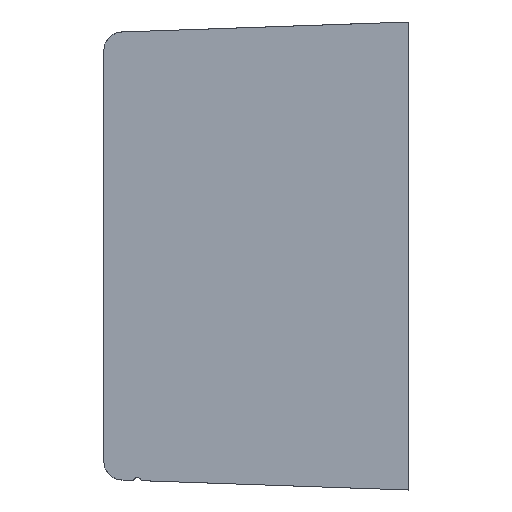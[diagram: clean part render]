
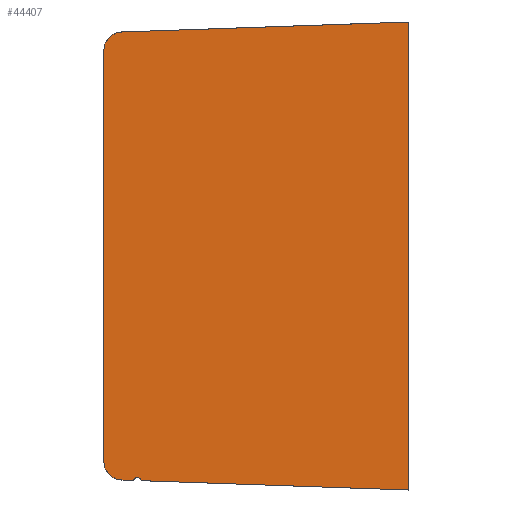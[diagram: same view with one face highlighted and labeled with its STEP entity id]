
A CAD part, left-side view. The second image highlights one B-rep face of the part: STEP entity #44407.
In plain terms, the highlighted planar face has unit normal (1, 0, 0).
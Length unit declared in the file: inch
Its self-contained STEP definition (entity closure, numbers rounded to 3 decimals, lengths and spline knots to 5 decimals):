
#127 = AXIS2_PLACEMENT_3D ( 'NONE', #44855, #24096, #2901 ) ;
#287 = VECTOR ( 'NONE', #40878, 39.37008 ) ;
#965 = FACE_OUTER_BOUND ( 'NONE', #34519, .T. ) ;
#1990 = VERTEX_POINT ( 'NONE', #36213 ) ;
#2901 = DIRECTION ( 'NONE',  ( 0., 0., -1. ) ) ;
#3351 = CARTESIAN_POINT ( 'NONE',  ( -0.9935, 2.84799, -2.40055 ) ) ;
#3743 = DIRECTION ( 'NONE',  ( 1., 0., 0. ) ) ;
#4058 = DIRECTION ( 'NONE',  ( 0., -0.999, 0.035 ) ) ;
#4266 = CARTESIAN_POINT ( 'NONE',  ( -0.9935, 3.05, 2.19337 ) ) ;
#5080 = CIRCLE ( 'NONE', #36003, 0.045 ) ;
#6025 = CARTESIAN_POINT ( 'NONE',  ( -0.9935, 0., -2.5 ) ) ;
#6198 = CIRCLE ( 'NONE', #127, 0.2 ) ;
#6599 = CARTESIAN_POINT ( 'NONE',  ( -0.9935, 0., 2.5 ) ) ;
#8121 = LINE ( 'NONE', #45459, #42032 ) ;
#8774 = CARTESIAN_POINT ( 'NONE',  ( -0.9935, 2.89106, -2.41359 ) ) ;
#10434 = EDGE_CURVE ( 'NONE', #1990, #26430, #26361, .T. ) ;
#12403 = DIRECTION ( 'NONE',  ( 0., -1., 0. ) ) ;
#12578 = DIRECTION ( 'NONE',  ( 0., 0.999, 0.035 ) ) ;
#12787 = VECTOR ( 'NONE', #12578, 39.37008 ) ;
#12938 = VECTOR ( 'NONE', #4058, 39.37008 ) ;
#14333 = DIRECTION ( 'NONE',  ( 0., 0., -1. ) ) ;
#14677 = VERTEX_POINT ( 'NONE', #14969 ) ;
#14969 = CARTESIAN_POINT ( 'NONE',  ( -0.9935, 3.05698, 2.39325 ) ) ;
#15517 = VERTEX_POINT ( 'NONE', #19313 ) ;
#15528 = ORIENTED_EDGE ( 'NONE', *, *, #21365, .T. ) ;
#17095 = CARTESIAN_POINT ( 'NONE',  ( -0.9935, 3.25, 2.5 ) ) ;
#18171 = EDGE_CURVE ( 'NONE', #26430, #14677, #29393, .T. ) ;
#19313 = CARTESIAN_POINT ( 'NONE',  ( -0.9935, 2.93311, -2.39757 ) ) ;
#19555 = CARTESIAN_POINT ( 'NONE',  ( -0.9935, 2.93311, -2.39757 ) ) ;
#20492 = ORIENTED_EDGE ( 'NONE', *, *, #39646, .T. ) ;
#20571 = DIRECTION ( 'NONE',  ( 0., 1., 0. ) ) ;
#21365 = EDGE_CURVE ( 'NONE', #15517, #30855, #22128, .T. ) ;
#21734 = CARTESIAN_POINT ( 'NONE',  ( -0.9935, 3.05698, 2.39325 ) ) ;
#22128 = LINE ( 'NONE', #19555, #12787 ) ;
#22561 = AXIS2_PLACEMENT_3D ( 'NONE', #4266, #3743, #40825 ) ;
#24096 = DIRECTION ( 'NONE',  ( 1., 0., 0. ) ) ;
#25557 = ORIENTED_EDGE ( 'NONE', *, *, #41312, .T. ) ;
#25631 = EDGE_CURVE ( 'NONE', #14677, #29096, #31406, .T. ) ;
#26361 = LINE ( 'NONE', #31912, #26523 ) ;
#26430 = VERTEX_POINT ( 'NONE', #37060 ) ;
#26523 = VECTOR ( 'NONE', #38669, 39.37008 ) ;
#26612 = VERTEX_POINT ( 'NONE', #3351 ) ;
#28519 = ORIENTED_EDGE ( 'NONE', *, *, #35751, .T. ) ;
#29096 = VERTEX_POINT ( 'NONE', #6599 ) ;
#29175 = AXIS2_PLACEMENT_3D ( 'NONE', #17095, #41297, #20571 ) ;
#29393 = CIRCLE ( 'NONE', #22561, 0.2 ) ;
#30855 = VERTEX_POINT ( 'NONE', #38559 ) ;
#31406 = LINE ( 'NONE', #21734, #12938 ) ;
#31678 = ORIENTED_EDGE ( 'NONE', *, *, #40169, .T. ) ;
#31912 = CARTESIAN_POINT ( 'NONE',  ( -0.9935, 3.25, 2.5 ) ) ;
#33215 = DIRECTION ( 'NONE',  ( -1., 0., 0. ) ) ;
#34118 = PLANE ( 'NONE',  #29175 ) ;
#34519 = EDGE_LOOP ( 'NONE', ( #20492, #31678, #25557, #15528, #28519, #43429, #38325, #39940 ) ) ;
#35751 = EDGE_CURVE ( 'NONE', #30855, #1990, #6198, .T. ) ;
#36003 = AXIS2_PLACEMENT_3D ( 'NONE', #8774, #33215, #12403 ) ;
#36213 = CARTESIAN_POINT ( 'NONE',  ( -0.9935, 3.25, -2.19337 ) ) ;
#37060 = CARTESIAN_POINT ( 'NONE',  ( -0.9935, 3.25, 2.19337 ) ) ;
#37579 = LINE ( 'NONE', #6025, #287 ) ;
#38325 = ORIENTED_EDGE ( 'NONE', *, *, #18171, .T. ) ;
#38376 = CARTESIAN_POINT ( 'NONE',  ( -0.9935, 0., -2.5 ) ) ;
#38559 = CARTESIAN_POINT ( 'NONE',  ( -0.9935, 3.05698, -2.39325 ) ) ;
#38669 = DIRECTION ( 'NONE',  ( 0., 0., 1. ) ) ;
#39646 = EDGE_CURVE ( 'NONE', #29096, #40391, #8121, .T. ) ;
#39940 = ORIENTED_EDGE ( 'NONE', *, *, #25631, .T. ) ;
#40169 = EDGE_CURVE ( 'NONE', #40391, #26612, #37579, .T. ) ;
#40391 = VERTEX_POINT ( 'NONE', #38376 ) ;
#40825 = DIRECTION ( 'NONE',  ( 0., 0., -1. ) ) ;
#40878 = DIRECTION ( 'NONE',  ( 0., 0.999, 0.035 ) ) ;
#41297 = DIRECTION ( 'NONE',  ( 1., 0., 0. ) ) ;
#41312 = EDGE_CURVE ( 'NONE', #26612, #15517, #5080, .T. ) ;
#42032 = VECTOR ( 'NONE', #14333, 39.37008 ) ;
#43429 = ORIENTED_EDGE ( 'NONE', *, *, #10434, .T. ) ;
#44407 = ADVANCED_FACE ( 'NONE', ( #965 ), #34118, .T. ) ;
#44855 = CARTESIAN_POINT ( 'NONE',  ( -0.9935, 3.05, -2.19337 ) ) ;
#45459 = CARTESIAN_POINT ( 'NONE',  ( -0.9935, 0., 2.5 ) ) ;
